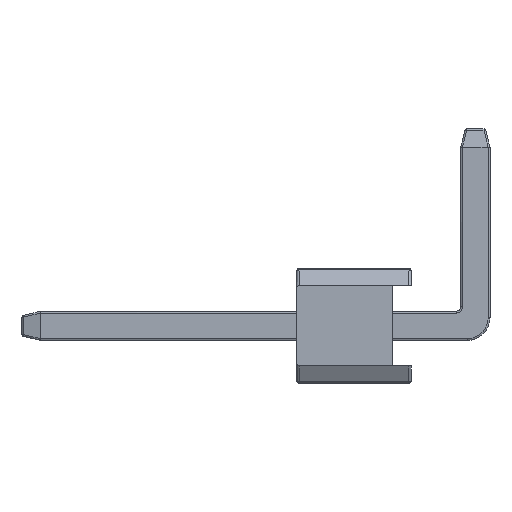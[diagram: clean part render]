
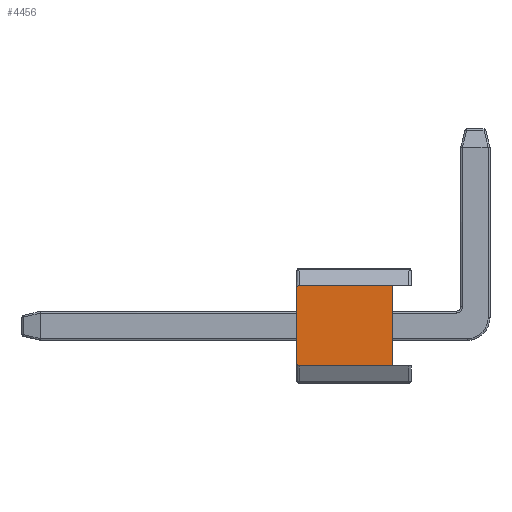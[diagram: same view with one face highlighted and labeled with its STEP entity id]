
A CAD part, left-side view. The second image highlights one B-rep face of the part: STEP entity #4456.
In plain terms, the highlighted planar face has unit normal (-1, 0, -0.004).
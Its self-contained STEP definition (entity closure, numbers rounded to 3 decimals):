
#11=DIRECTION ( 'NONE',  ( 0., -1., 0. ) );
#19=CARTESIAN_POINT ( 'NONE',  ( -11.423, 1.2, -0.875 ) );
#320=ORIENTED_EDGE ( 'NONE', *, *, #3264, .T. );
#363=CARTESIAN_POINT ( 'NONE',  ( -11.43, -0.85, 0.875 ) );
#369=VECTOR ( 'NONE', #11, 1000. );
#459=DIRECTION ( 'NONE',  ( 1., 0., 0.004 ) );
#524=VERTEX_POINT ( 'NONE', #19 );
#588=LINE ( 'NONE', #4367, #3590 );
#979=DIRECTION ( 'NONE',  ( -0.004, 0., 1. ) );
#995=( BOUNDED_CURVE ( )  B_SPLINE_CURVE ( 3, ( #3170, #8867, #3123, #5757 ),.UNSPECIFIED., .F., .T. )B_SPLINE_CURVE_WITH_KNOTS ( ( 4, 4 ),( 0., 1.571 ),.UNSPECIFIED. )CURVE ( )  GEOMETRIC_REPRESENTATION_ITEM ( )  RATIONAL_B_SPLINE_CURVE ( ( 1., 0.805, 0.805, 1. ) )REPRESENTATION_ITEM ( '' )  );
#1037=ORIENTED_EDGE ( 'NONE', *, *, #6485, .T. );
#1070=( BOUNDED_CURVE ( )  B_SPLINE_CURVE ( 3, ( #2383, #10940, #1330, #19 ),.UNSPECIFIED., .F., .T. )B_SPLINE_CURVE_WITH_KNOTS ( ( 4, 4 ),( 4.712, 6.283 ),.UNSPECIFIED. )CURVE ( )  GEOMETRIC_REPRESENTATION_ITEM ( )  RATIONAL_B_SPLINE_CURVE ( ( 1., 0.805, 0.805, 1. ) )REPRESENTATION_ITEM ( '' )  );
#1217=PLANE ( 'NONE',  #9331 );
#1266=DIRECTION ( 'NONE',  ( 0.004, 0., -1. ) );
#1330=CARTESIAN_POINT ( 'NONE',  ( -11.423, 1.229, -0.875 ) );
#2083=DIRECTION ( 'NONE',  ( 0.004, 0., -1. ) );
#2274=EDGE_CURVE ( 'NONE', #3709, #9667, #995, .T. );
#2284=LINE ( 'NONE', #11546, #2641 );
#2326=ORIENTED_EDGE ( 'NONE', *, *, #9485, .F. );
#2383=CARTESIAN_POINT ( 'NONE',  ( -11.423, 1.25, -0.825 ) );
#2641=VECTOR ( 'NONE', #2083, 1000. );
#3123=CARTESIAN_POINT ( 'NONE',  ( -11.43, 1.25, 0.854 ) );
#3170=CARTESIAN_POINT ( 'NONE',  ( -11.43, 1.2, 0.875 ) );
#3264=EDGE_CURVE ( 'NONE', #524, #12401, #10754, .T. );
#3590=VECTOR ( 'NONE', #979, 1000. );
#3709=VERTEX_POINT ( 'NONE', #3170 );
#4367=CARTESIAN_POINT ( 'NONE',  ( -11.423, 1.25, -0.875 ) );
#4456=ADVANCED_FACE ( 'NONE', ( #11941 ), #1217, .F. );
#4475=CARTESIAN_POINT ( 'NONE',  ( -11.43, 1.25, 0.875 ) );
#4560=ORIENTED_EDGE ( 'NONE', *, *, #7357, .F. );
#4703=VERTEX_POINT ( 'NONE', #2383 );
#5757=CARTESIAN_POINT ( 'NONE',  ( -11.43, 1.25, 0.825 ) );
#6485=EDGE_CURVE ( 'NONE', #4703, #524, #1070, .T. );
#7357=EDGE_CURVE ( 'NONE', #3709, #10062, #11162, .T. );
#8167=ORIENTED_EDGE ( 'NONE', *, *, #8993, .F. );
#8867=CARTESIAN_POINT ( 'NONE',  ( -11.43, 1.229, 0.875 ) );
#8993=EDGE_CURVE ( 'NONE', #4703, #9667, #588, .T. );
#9331=AXIS2_PLACEMENT_3D ( 'NONE', #4367, #459, #1266 );
#9485=EDGE_CURVE ( 'NONE', #10062, #12401, #2284, .T. );
#9667=VERTEX_POINT ( 'NONE', #5757 );
#10062=VERTEX_POINT ( 'NONE', #363 );
#10323=ORIENTED_EDGE ( 'NONE', *, *, #2274, .T. );
#10754=LINE ( 'NONE', #4367, #369 );
#10853=EDGE_LOOP ( 'NONE', ( #8167, #1037, #320, #2326, #4560, #10323 ) );
#10940=CARTESIAN_POINT ( 'NONE',  ( -11.423, 1.25, -0.854 ) );
#11162=LINE ( 'NONE', #4475, #369 );
#11546=CARTESIAN_POINT ( 'NONE',  ( -11.423, -0.85, -0.875 ) );
#11941=FACE_OUTER_BOUND ( 'NONE', #10853, .T. );
#12401=VERTEX_POINT ( 'NONE', #11546 );
